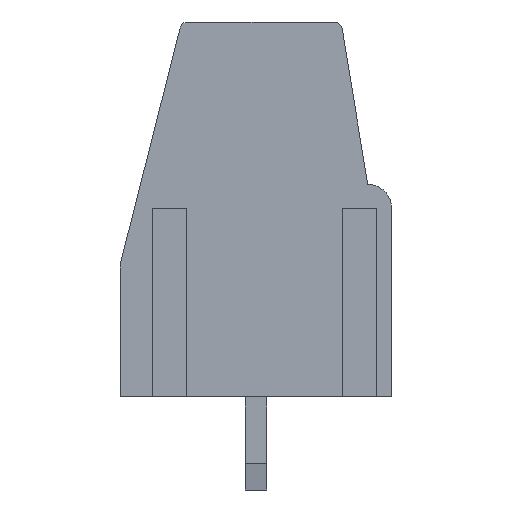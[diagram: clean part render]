
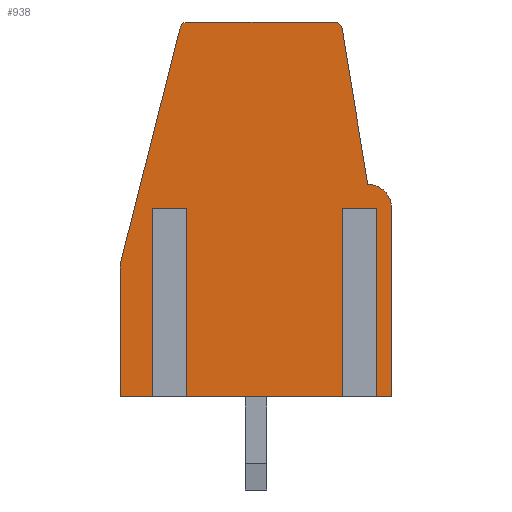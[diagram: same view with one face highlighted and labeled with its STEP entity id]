
A CAD part, left-side view. The second image highlights one B-rep face of the part: STEP entity #938.
In plain terms, the highlighted planar face has unit normal (-1, 0, 0).
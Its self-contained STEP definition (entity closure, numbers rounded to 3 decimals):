
#637 = VERTEX_POINT('',#638);
#638 = CARTESIAN_POINT('',(-20.32,2.586,14.1));
#644 = EDGE_CURVE('',#645,#637,#647,.T.);
#645 = VERTEX_POINT('',#646);
#646 = CARTESIAN_POINT('',(-20.32,-2.925,14.1));
#647 = LINE('',#648,#649);
#648 = CARTESIAN_POINT('',(-20.32,-3.18,14.1));
#649 = VECTOR('',#650,1.);
#650 = DIRECTION('',(0.,1.,0.));
#893 = VERTEX_POINT('',#894);
#894 = CARTESIAN_POINT('',(-20.32,2.877,13.874));
#900 = EDGE_CURVE('',#637,#893,#901,.T.);
#901 = CIRCLE('',#902,0.3);
#902 = AXIS2_PLACEMENT_3D('',#903,#904,#905);
#903 = CARTESIAN_POINT('',(-20.32,2.586,13.8));
#904 = DIRECTION('',(-1.,0.,0.));
#905 = DIRECTION('',(0.,-1.,0.));
#938 = ADVANCED_FACE('',(#939),#1063,.T.);
#939 = FACE_BOUND('',#940,.T.);
#940 = EDGE_LOOP('',(#941,#951,#959,#967,#975,#983,#992,#1000,#1007,
    #1008,#1009,#1017,#1025,#1033,#1041,#1049,#1057));
#941 = ORIENTED_EDGE('',*,*,#942,.F.);
#942 = EDGE_CURVE('',#943,#945,#947,.T.);
#943 = VERTEX_POINT('',#944);
#944 = CARTESIAN_POINT('',(-20.32,-3.581,7.1));
#945 = VERTEX_POINT('',#946);
#946 = CARTESIAN_POINT('',(-20.32,-3.581,0.));
#947 = LINE('',#948,#949);
#948 = CARTESIAN_POINT('',(-20.32,-3.581,6.7));
#949 = VECTOR('',#950,1.);
#950 = DIRECTION('',(0.,0.,-1.));
#951 = ORIENTED_EDGE('',*,*,#952,.F.);
#952 = EDGE_CURVE('',#953,#943,#955,.T.);
#953 = VERTEX_POINT('',#954);
#954 = CARTESIAN_POINT('',(-20.32,-4.179,7.1));
#955 = LINE('',#956,#957);
#956 = CARTESIAN_POINT('',(-20.32,-4.179,7.1));
#957 = VECTOR('',#958,1.);
#958 = DIRECTION('',(0.,1.,0.));
#959 = ORIENTED_EDGE('',*,*,#960,.T.);
#960 = EDGE_CURVE('',#953,#961,#963,.T.);
#961 = VERTEX_POINT('',#962);
#962 = CARTESIAN_POINT('',(-20.32,-4.179,0.));
#963 = LINE('',#964,#965);
#964 = CARTESIAN_POINT('',(-20.32,-4.179,6.7));
#965 = VECTOR('',#966,1.);
#966 = DIRECTION('',(0.,0.,-1.));
#967 = ORIENTED_EDGE('',*,*,#968,.T.);
#968 = EDGE_CURVE('',#961,#969,#971,.T.);
#969 = VERTEX_POINT('',#970);
#970 = CARTESIAN_POINT('',(-20.32,-5.08,0.));
#971 = LINE('',#972,#973);
#972 = CARTESIAN_POINT('',(-20.32,5.12,0.));
#973 = VECTOR('',#974,1.);
#974 = DIRECTION('',(0.,-1.,0.));
#975 = ORIENTED_EDGE('',*,*,#976,.T.);
#976 = EDGE_CURVE('',#969,#977,#979,.T.);
#977 = VERTEX_POINT('',#978);
#978 = CARTESIAN_POINT('',(-20.32,-5.08,7.1));
#979 = LINE('',#980,#981);
#980 = CARTESIAN_POINT('',(-20.32,-5.08,0.));
#981 = VECTOR('',#982,1.);
#982 = DIRECTION('',(0.,0.,1.));
#983 = ORIENTED_EDGE('',*,*,#984,.T.);
#984 = EDGE_CURVE('',#977,#985,#987,.T.);
#985 = VERTEX_POINT('',#986);
#986 = CARTESIAN_POINT('',(-20.32,-4.18,8.));
#987 = CIRCLE('',#988,0.9);
#988 = AXIS2_PLACEMENT_3D('',#989,#990,#991);
#989 = CARTESIAN_POINT('',(-20.32,-4.18,7.1));
#990 = DIRECTION('',(-1.,0.,0.));
#991 = DIRECTION('',(0.,1.,0.));
#992 = ORIENTED_EDGE('',*,*,#993,.T.);
#993 = EDGE_CURVE('',#985,#994,#996,.T.);
#994 = VERTEX_POINT('',#995);
#995 = CARTESIAN_POINT('',(-20.32,-3.221,13.849));
#996 = LINE('',#997,#998);
#997 = CARTESIAN_POINT('',(-20.32,-4.18,8.));
#998 = VECTOR('',#999,1.);
#999 = DIRECTION('',(0.,0.162,0.987));
#1000 = ORIENTED_EDGE('',*,*,#1001,.T.);
#1001 = EDGE_CURVE('',#994,#645,#1002,.T.);
#1002 = CIRCLE('',#1003,0.3);
#1003 = AXIS2_PLACEMENT_3D('',#1004,#1005,#1006);
#1004 = CARTESIAN_POINT('',(-20.32,-2.925,13.8));
#1005 = DIRECTION('',(-1.,0.,0.));
#1006 = DIRECTION('',(0.,-1.,0.));
#1007 = ORIENTED_EDGE('',*,*,#644,.T.);
#1008 = ORIENTED_EDGE('',*,*,#900,.T.);
#1009 = ORIENTED_EDGE('',*,*,#1010,.T.);
#1010 = EDGE_CURVE('',#893,#1011,#1013,.T.);
#1011 = VERTEX_POINT('',#1012);
#1012 = CARTESIAN_POINT('',(-20.32,5.12,5.));
#1013 = LINE('',#1014,#1015);
#1014 = CARTESIAN_POINT('',(-20.32,2.82,14.1));
#1015 = VECTOR('',#1016,1.);
#1016 = DIRECTION('',(0.,0.245,-0.97));
#1017 = ORIENTED_EDGE('',*,*,#1018,.T.);
#1018 = EDGE_CURVE('',#1011,#1019,#1021,.T.);
#1019 = VERTEX_POINT('',#1020);
#1020 = CARTESIAN_POINT('',(-20.32,5.12,0.));
#1021 = LINE('',#1022,#1023);
#1022 = CARTESIAN_POINT('',(-20.32,5.12,5.));
#1023 = VECTOR('',#1024,1.);
#1024 = DIRECTION('',(0.,0.,-1.));
#1025 = ORIENTED_EDGE('',*,*,#1026,.T.);
#1026 = EDGE_CURVE('',#1019,#1027,#1029,.T.);
#1027 = VERTEX_POINT('',#1028);
#1028 = CARTESIAN_POINT('',(-20.32,3.569,0.));
#1029 = LINE('',#1030,#1031);
#1030 = CARTESIAN_POINT('',(-20.32,5.12,0.));
#1031 = VECTOR('',#1032,1.);
#1032 = DIRECTION('',(0.,-1.,0.));
#1033 = ORIENTED_EDGE('',*,*,#1034,.F.);
#1034 = EDGE_CURVE('',#1035,#1027,#1037,.T.);
#1035 = VERTEX_POINT('',#1036);
#1036 = CARTESIAN_POINT('',(-20.32,3.569,7.1));
#1037 = LINE('',#1038,#1039);
#1038 = CARTESIAN_POINT('',(-20.32,3.569,6.7));
#1039 = VECTOR('',#1040,1.);
#1040 = DIRECTION('',(0.,0.,-1.));
#1041 = ORIENTED_EDGE('',*,*,#1042,.F.);
#1042 = EDGE_CURVE('',#1043,#1035,#1045,.T.);
#1043 = VERTEX_POINT('',#1044);
#1044 = CARTESIAN_POINT('',(-20.32,2.971,7.1));
#1045 = LINE('',#1046,#1047);
#1046 = CARTESIAN_POINT('',(-20.32,2.971,7.1));
#1047 = VECTOR('',#1048,1.);
#1048 = DIRECTION('',(0.,1.,0.));
#1049 = ORIENTED_EDGE('',*,*,#1050,.T.);
#1050 = EDGE_CURVE('',#1043,#1051,#1053,.T.);
#1051 = VERTEX_POINT('',#1052);
#1052 = CARTESIAN_POINT('',(-20.32,2.971,0.));
#1053 = LINE('',#1054,#1055);
#1054 = CARTESIAN_POINT('',(-20.32,2.971,6.7));
#1055 = VECTOR('',#1056,1.);
#1056 = DIRECTION('',(0.,0.,-1.));
#1057 = ORIENTED_EDGE('',*,*,#1058,.T.);
#1058 = EDGE_CURVE('',#1051,#945,#1059,.T.);
#1059 = LINE('',#1060,#1061);
#1060 = CARTESIAN_POINT('',(-20.32,5.12,0.));
#1061 = VECTOR('',#1062,1.);
#1062 = DIRECTION('',(0.,-1.,0.));
#1063 = PLANE('',#1064);
#1064 = AXIS2_PLACEMENT_3D('',#1065,#1066,#1067);
#1065 = CARTESIAN_POINT('',(-20.32,-4.18,7.1));
#1066 = DIRECTION('',(-1.,0.,0.));
#1067 = DIRECTION('',(0.,-1.,0.));
